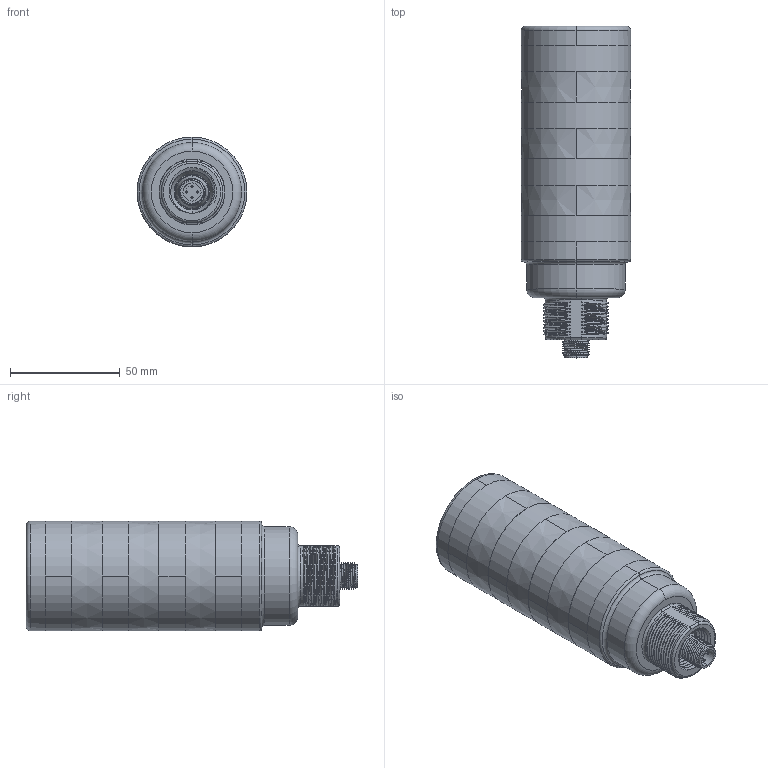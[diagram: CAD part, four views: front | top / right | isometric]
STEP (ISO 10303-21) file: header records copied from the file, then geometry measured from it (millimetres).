
FILE_DESCRIPTION((''),'2;1');
FILE_NAME('160291_ASM','2014-06-26T',('pdmadmin'),(''),'PRO/ENGINEER BY PARAMETRIC TECHNOLOGY CORPORATION, 2013230','PRO/ENGINEER BY PARAMETRIC TECHNOLOGY CORPORATION, 2013230','');
FILE_SCHEMA(('CONFIG_CONTROL_DESIGN'));
Products named in the file (7): 159072; 141960; 08427_NO_ORING; 158231_WEB; 158948; 158946; 160291_ASM
Assembly tree (11 placements, depth 2):
  160291_ASM
    159072
    141960
    08427_NO_ORING
    158231_WEB  x4
    158948  x3
    158946
Bounding box: 50 x 150.95 x 50 mm (x, y, z)
Volume: 83606.2 mm3; surface area: 93718.1 mm2
Topology: 11 solids, 11 shells, 1477 faces, 3856 edges, 2509 vertices
Faces by surface type: plane 696, cylinder 427, cone 162, bspline 146, torus 46
Entity records: 58477 total; most frequent: CARTESIAN_POINT 39255, ORIENTED_EDGE 4200, DIRECTION 3639, EDGE_CURVE 2100, VERTEX_POINT 1355, AXIS2_PLACEMENT_3D 1333, VECTOR 973, LINE 973
